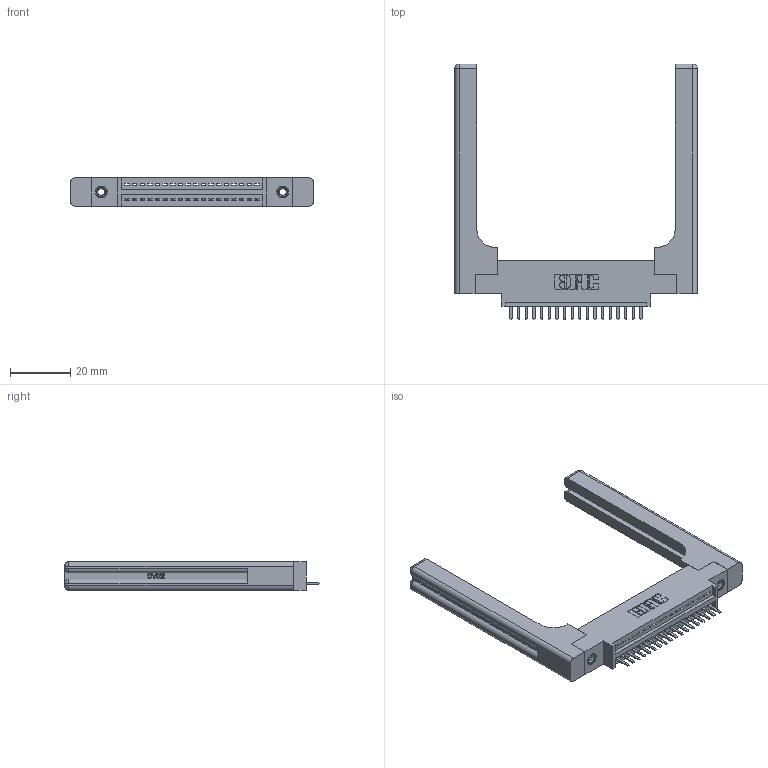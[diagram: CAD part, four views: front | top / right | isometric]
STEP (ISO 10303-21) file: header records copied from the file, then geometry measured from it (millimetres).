
FILE_DESCRIPTION (( 'STEP AP203' ), '1' );
FILE_NAME ('395-018-520-658.STEP', '2019-10-17T15:17:55', ( '' ), ( '' ), 'SwSTEP 2.0', 'SolidWorks 2016', '' );
FILE_SCHEMA (( 'CONFIG_CONTROL_DESIGN' ));
Length unit declared in the file: inch
Products named in the file (5): 345-250-001_345-250-001-102; 345-220-058_345-220-058; 345-292-001_345-293-120; 345 Part_0.170 Offset - 0.156 Dia-TH; 395-018-520-658
Assembly tree (23 placements, depth 2):
  395-018-520-658
    345 Part_0.170 Offset - 0.156 Dia-TH
    345-292-001_345-293-120  x18
    345-250-001_345-250-001-102  x2
    345-220-058_345-220-058  x2
Bounding box: 80.75 x 84.96 x 9.4 mm (x, y, z)
Volume: 15812.6 mm3; surface area: 14647.7 mm2
Topology: 23 solids, 23 shells, 1502 faces, 4331 edges, 2818 vertices
Faces by surface type: plane 988, cylinder 454, bspline 36, cone 12, sphere 8, torus 4
Entity records: 22206 total; most frequent: CARTESIAN_POINT 4831, ORIENTED_EDGE 3568, DIRECTION 3188, EDGE_CURVE 1784, VECTOR 1484, LINE 1484, VERTEX_POINT 1178, AXIS2_PLACEMENT_3D 852
